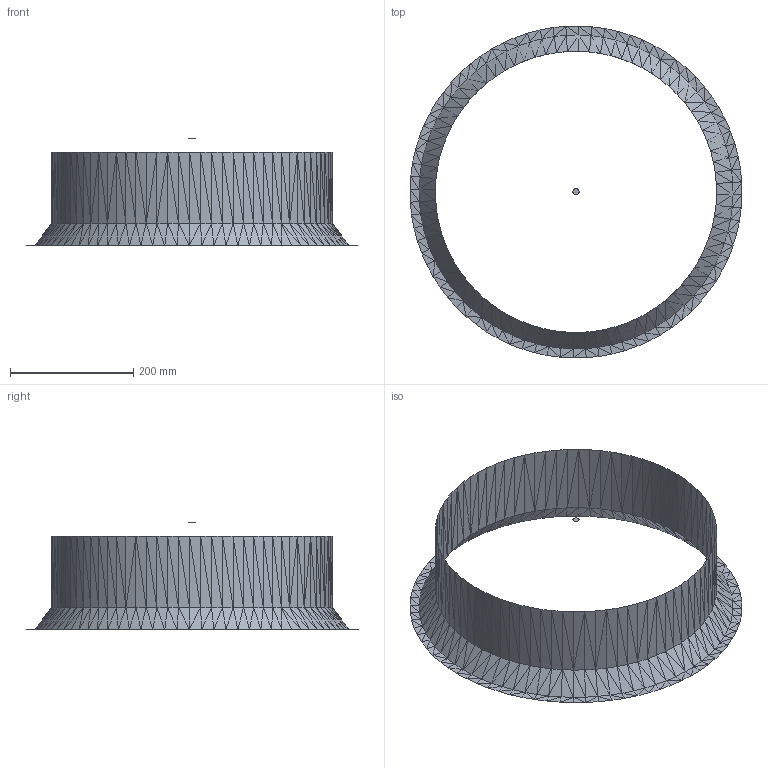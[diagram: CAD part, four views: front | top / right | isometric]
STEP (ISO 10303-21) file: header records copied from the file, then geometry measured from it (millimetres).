
FILE_DESCRIPTION (( 'STEP AP203' ), '1' );
FILE_NAME ('WheelRim_Default_sldprt.STEP', '2020-01-15T12:29:41', ( '' ), ( '' ), 'SwSTEP 2.0', 'SolidWorks 2017', '' );
FILE_SCHEMA (( 'CONFIG_CONTROL_DESIGN' ));
Length unit declared in the file: millimetre
Products named in the file (1): WheelRim_Default_sldprt
Bounding box: 539.03 x 539.03 x 173.1 mm (x, y, z)
Surface area: 257758.6 mm2 (no closed solid volume)
Topology: 0 solids, 2 shells, 484 faces, 806 edges, 324 vertices
Faces by surface type: plane 482, cylinder 2
Entity records: 10092 total; most frequent: DIRECTION 1780, CARTESIAN_POINT 1615, ORIENTED_EDGE 1452, EDGE_CURVE 806, VECTOR 802, LINE 802, AXIS2_PLACEMENT_3D 489, EDGE_LOOP 484
